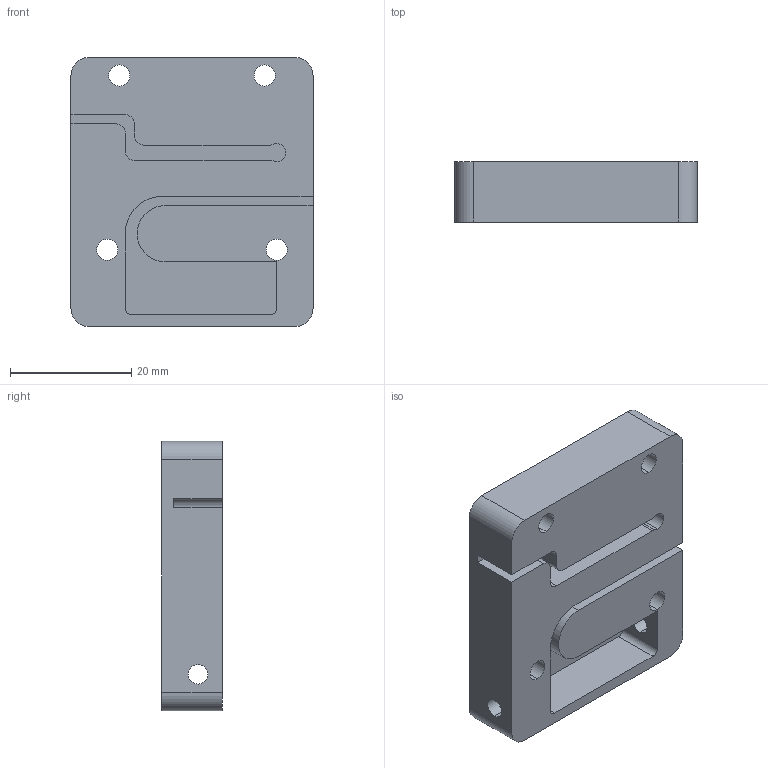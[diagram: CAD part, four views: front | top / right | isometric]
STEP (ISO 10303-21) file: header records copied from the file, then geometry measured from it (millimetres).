
FILE_DESCRIPTION (( 'STEP AP214' ), '1' );
FILE_NAME ('CoreXY_Natya_2belt.STEP', '2020-07-04T07:00:29', ( '' ), ( '' ), 'SwSTEP 2.0', 'SolidWorks 2017', '' );
FILE_SCHEMA (( 'AUTOMOTIVE_DESIGN' ));
Length unit declared in the file: millimetre
Products named in the file (1): CoreXY_Natya_2belt
Bounding box: 40 x 10 x 44.5 mm (x, y, z)
Volume: 14194.3 mm3; surface area: 7472.1 mm2
Topology: 1 solids, 1 shells, 51 faces, 150 edges, 100 vertices
Faces by surface type: cylinder 29, plane 22
Entity records: 1784 total; most frequent: DIRECTION 312, CARTESIAN_POINT 302, ORIENTED_EDGE 300, EDGE_CURVE 150, AXIS2_PLACEMENT_3D 110, VERTEX_POINT 100, VECTOR 92, LINE 92
